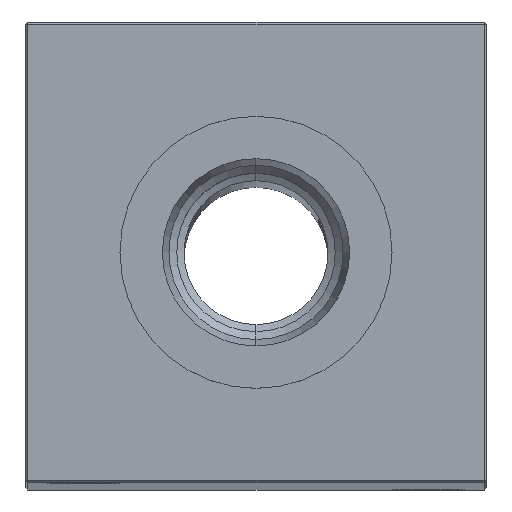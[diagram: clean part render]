
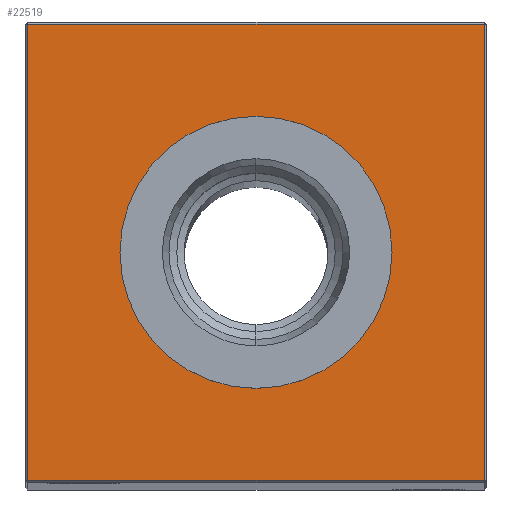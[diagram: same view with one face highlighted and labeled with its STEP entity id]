
A CAD part, top view. The second image highlights one B-rep face of the part: STEP entity #22519.
In plain terms, the highlighted planar face has unit normal (0, 0, 1).
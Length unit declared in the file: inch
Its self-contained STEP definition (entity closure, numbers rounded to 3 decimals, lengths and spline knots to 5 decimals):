
#1796 = CARTESIAN_POINT ( 'NONE',  ( 0., 0.99, 18.25 ) ) ;
#2276 = CARTESIAN_POINT ( 'NONE',  ( -0.99, 0., 18.25 ) ) ;
#3050 = CARTESIAN_POINT ( 'NONE',  ( -0.99, 0.99, 18.25 ) ) ;
#3432 = VERTEX_POINT ( 'NONE', #7937 ) ;
#3503 = LINE ( 'NONE', #11598, #21534 ) ;
#3536 = DIRECTION ( 'NONE',  ( -1., 0., 0. ) ) ;
#3643 = DIRECTION ( 'NONE',  ( 0., 1., 0. ) ) ;
#3890 = LINE ( 'NONE', #1796, #16102 ) ;
#3892 = VERTEX_POINT ( 'NONE', #9965 ) ;
#4115 = DIRECTION ( 'NONE',  ( -1., 0., 0. ) ) ;
#4289 = EDGE_CURVE ( 'NONE', #3432, #22761, #13376, .T. ) ;
#4416 = ORIENTED_EDGE ( 'NONE', *, *, #15077, .T. ) ;
#4512 = CARTESIAN_POINT ( 'NONE',  ( 0.99, -0.99, 18.25 ) ) ;
#4955 = VECTOR ( 'NONE', #22678, 39.37008 ) ;
#6128 = EDGE_CURVE ( 'NONE', #22761, #3892, #3503, .T. ) ;
#6228 = VECTOR ( 'NONE', #12597, 39.37008 ) ;
#6610 = DIRECTION ( 'NONE',  ( 0., 0., -1. ) ) ;
#6848 = AXIS2_PLACEMENT_3D ( 'NONE', #21377, #6610, #4115 ) ;
#7104 = ORIENTED_EDGE ( 'NONE', *, *, #11075, .T. ) ;
#7864 = DIRECTION ( 'NONE',  ( 0., 0., -1. ) ) ;
#7937 = CARTESIAN_POINT ( 'NONE',  ( -0.99, -0.99, 18.25 ) ) ;
#8360 = EDGE_LOOP ( 'NONE', ( #4416, #7104 ) ) ;
#9397 = CARTESIAN_POINT ( 'NONE',  ( 0., -0.59055, 18.25 ) ) ;
#9956 = CARTESIAN_POINT ( 'NONE',  ( 0., 0., 18.25 ) ) ;
#9965 = CARTESIAN_POINT ( 'NONE',  ( 0.99, 0.99, 18.25 ) ) ;
#10878 = VERTEX_POINT ( 'NONE', #9397 ) ;
#11075 = EDGE_CURVE ( 'NONE', #10878, #11231, #12899, .T. ) ;
#11231 = VERTEX_POINT ( 'NONE', #13154 ) ;
#11312 = CIRCLE ( 'NONE', #6848, 0.59055 ) ;
#11598 = CARTESIAN_POINT ( 'NONE',  ( 0.99, 0., 18.25 ) ) ;
#12597 = DIRECTION ( 'NONE',  ( 0., -1., 0. ) ) ;
#12899 = CIRCLE ( 'NONE', #17357, 0.59055 ) ;
#13154 = CARTESIAN_POINT ( 'NONE',  ( 0., 0.59055, 18.25 ) ) ;
#13376 = LINE ( 'NONE', #16286, #4955 ) ;
#14421 = PLANE ( 'NONE',  #26746 ) ;
#14609 = DIRECTION ( 'NONE',  ( -1., 0., 0. ) ) ;
#14685 = FACE_OUTER_BOUND ( 'NONE', #24526, .T. ) ;
#15077 = EDGE_CURVE ( 'NONE', #11231, #10878, #11312, .T. ) ;
#16102 = VECTOR ( 'NONE', #14609, 39.37008 ) ;
#16286 = CARTESIAN_POINT ( 'NONE',  ( 0., -0.99, 18.25 ) ) ;
#16326 = ORIENTED_EDGE ( 'NONE', *, *, #23830, .T. ) ;
#16629 = DIRECTION ( 'NONE',  ( 0., 0., -1. ) ) ;
#17357 = AXIS2_PLACEMENT_3D ( 'NONE', #22613, #16629, #3536 ) ;
#19002 = FACE_BOUND ( 'NONE', #8360, .T. ) ;
#19037 = ORIENTED_EDGE ( 'NONE', *, *, #4289, .T. ) ;
#19796 = EDGE_CURVE ( 'NONE', #26048, #3432, #25531, .T. ) ;
#21377 = CARTESIAN_POINT ( 'NONE',  ( 0., 0., 18.25 ) ) ;
#21434 = ORIENTED_EDGE ( 'NONE', *, *, #6128, .T. ) ;
#21534 = VECTOR ( 'NONE', #3643, 39.37008 ) ;
#22519 = ADVANCED_FACE ( 'NONE', ( #14685, #19002 ), #14421, .F. ) ;
#22613 = CARTESIAN_POINT ( 'NONE',  ( 0., 0., 18.25 ) ) ;
#22629 = DIRECTION ( 'NONE',  ( -1., 0., 0. ) ) ;
#22678 = DIRECTION ( 'NONE',  ( 1., 0., 0. ) ) ;
#22761 = VERTEX_POINT ( 'NONE', #4512 ) ;
#23830 = EDGE_CURVE ( 'NONE', #3892, #26048, #3890, .T. ) ;
#24526 = EDGE_LOOP ( 'NONE', ( #25037, #19037, #21434, #16326 ) ) ;
#25037 = ORIENTED_EDGE ( 'NONE', *, *, #19796, .T. ) ;
#25531 = LINE ( 'NONE', #2276, #6228 ) ;
#26048 = VERTEX_POINT ( 'NONE', #3050 ) ;
#26746 = AXIS2_PLACEMENT_3D ( 'NONE', #9956, #7864, #22629 ) ;
